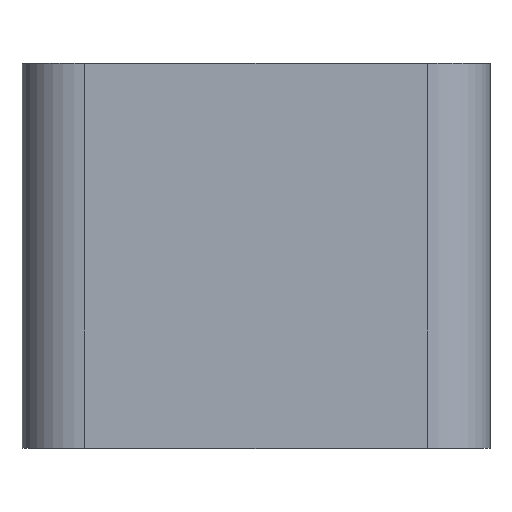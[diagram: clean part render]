
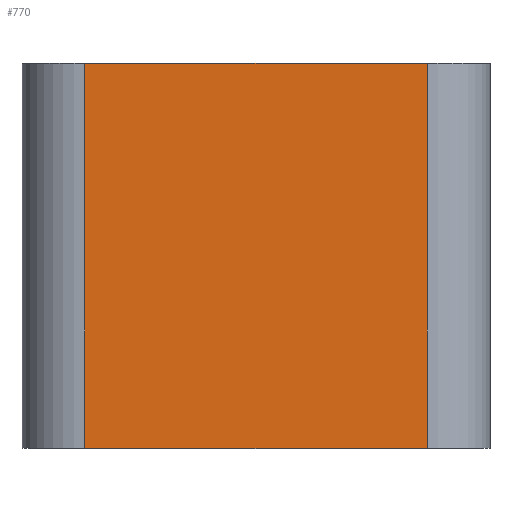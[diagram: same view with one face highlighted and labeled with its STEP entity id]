
A CAD part, top view. The second image highlights one B-rep face of the part: STEP entity #770.
In plain terms, the highlighted planar face has unit normal (0, 0, 1).
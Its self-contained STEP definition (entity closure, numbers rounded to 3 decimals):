
#159 = VERTEX_POINT('',#160);
#160 = CARTESIAN_POINT('',(3.27,3.675,3.26));
#167 = EDGE_CURVE('',#168,#159,#170,.T.);
#168 = VERTEX_POINT('',#169);
#169 = CARTESIAN_POINT('',(-3.27,3.675,3.26));
#170 = LINE('',#171,#172);
#171 = CARTESIAN_POINT('',(-4.47,3.675,3.26));
#172 = VECTOR('',#173,1.);
#173 = DIRECTION('',(1.,0.,0.));
#265 = EDGE_CURVE('',#159,#266,#268,.T.);
#266 = VERTEX_POINT('',#267);
#267 = CARTESIAN_POINT('',(3.27,-3.675,3.26));
#268 = LINE('',#269,#270);
#269 = CARTESIAN_POINT('',(3.27,3.675,3.26));
#270 = VECTOR('',#271,1.);
#271 = DIRECTION('',(-0.,-1.,-0.));
#315 = EDGE_CURVE('',#266,#316,#318,.T.);
#316 = VERTEX_POINT('',#317);
#317 = CARTESIAN_POINT('',(-3.27,-3.675,3.26));
#318 = LINE('',#319,#320);
#319 = CARTESIAN_POINT('',(4.47,-3.675,3.26));
#320 = VECTOR('',#321,1.);
#321 = DIRECTION('',(-1.,-0.,-0.));
#770 = ADVANCED_FACE('',(#771),#782,.T.);
#771 = FACE_BOUND('',#772,.F.);
#772 = EDGE_LOOP('',(#773,#774,#775,#776));
#773 = ORIENTED_EDGE('',*,*,#167,.T.);
#774 = ORIENTED_EDGE('',*,*,#265,.T.);
#775 = ORIENTED_EDGE('',*,*,#315,.T.);
#776 = ORIENTED_EDGE('',*,*,#777,.T.);
#777 = EDGE_CURVE('',#316,#168,#778,.T.);
#778 = LINE('',#779,#780);
#779 = CARTESIAN_POINT('',(-3.27,-3.675,3.26));
#780 = VECTOR('',#781,1.);
#781 = DIRECTION('',(0.,1.,0.));
#782 = PLANE('',#783);
#783 = AXIS2_PLACEMENT_3D('',#784,#785,#786);
#784 = CARTESIAN_POINT('',(0.,0.,3.26));
#785 = DIRECTION('',(0.,0.,1.));
#786 = DIRECTION('',(-1.,0.,0.));
